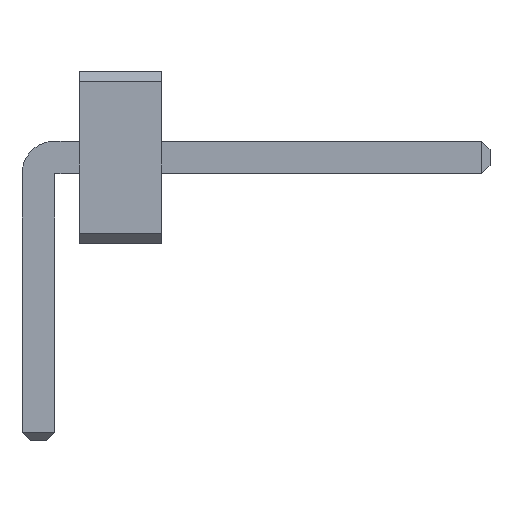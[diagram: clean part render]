
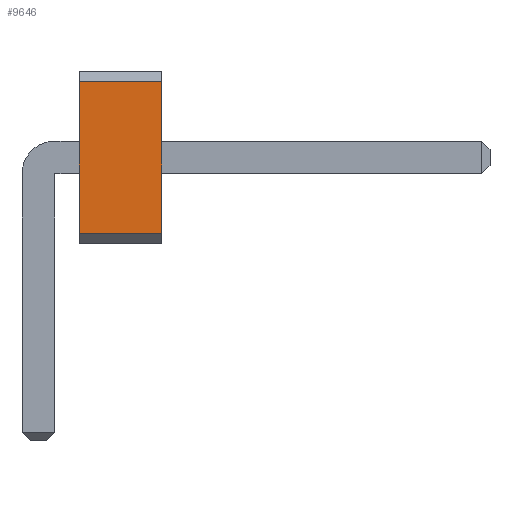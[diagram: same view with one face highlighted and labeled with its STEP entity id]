
A CAD part, front view. The second image highlights one B-rep face of the part: STEP entity #9646.
In plain terms, the highlighted planar face has unit normal (0, -1, 0).
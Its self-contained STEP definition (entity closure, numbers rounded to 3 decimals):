
#982 = VERTEX_POINT('',#983);
#983 = CARTESIAN_POINT('',(0.5,-45.085,1.973));
#989 = EDGE_CURVE('',#990,#982,#992,.T.);
#990 = VERTEX_POINT('',#991);
#991 = CARTESIAN_POINT('',(0.5,-45.085,0.127));
#992 = LINE('',#993,#994);
#993 = CARTESIAN_POINT('',(0.5,-45.085,0.127));
#994 = VECTOR('',#995,1.);
#995 = DIRECTION('',(0.,0.,1.));
#3935 = VERTEX_POINT('',#3936);
#3936 = CARTESIAN_POINT('',(1.5,-45.085,1.973));
#3942 = EDGE_CURVE('',#3943,#3935,#3945,.T.);
#3943 = VERTEX_POINT('',#3944);
#3944 = CARTESIAN_POINT('',(1.5,-45.085,0.127));
#3945 = LINE('',#3946,#3947);
#3946 = CARTESIAN_POINT('',(1.5,-45.085,0.127));
#3947 = VECTOR('',#3948,1.);
#3948 = DIRECTION('',(0.,0.,1.));
#9618 = EDGE_CURVE('',#990,#3943,#9619,.T.);
#9619 = LINE('',#9620,#9621);
#9620 = CARTESIAN_POINT('',(0.5,-45.085,0.127));
#9621 = VECTOR('',#9622,1.);
#9622 = DIRECTION('',(1.,0.,0.));
#9646 = ADVANCED_FACE('',(#9647),#9658,.T.);
#9647 = FACE_BOUND('',#9648,.T.);
#9648 = EDGE_LOOP('',(#9649,#9650,#9651,#9657));
#9649 = ORIENTED_EDGE('',*,*,#9618,.T.);
#9650 = ORIENTED_EDGE('',*,*,#3942,.T.);
#9651 = ORIENTED_EDGE('',*,*,#9652,.F.);
#9652 = EDGE_CURVE('',#982,#3935,#9653,.T.);
#9653 = LINE('',#9654,#9655);
#9654 = CARTESIAN_POINT('',(0.5,-45.085,1.973));
#9655 = VECTOR('',#9656,1.);
#9656 = DIRECTION('',(1.,0.,0.));
#9657 = ORIENTED_EDGE('',*,*,#989,.F.);
#9658 = PLANE('',#9659);
#9659 = AXIS2_PLACEMENT_3D('',#9660,#9661,#9662);
#9660 = CARTESIAN_POINT('',(0.5,-45.085,0.127));
#9661 = DIRECTION('',(0.,-1.,0.));
#9662 = DIRECTION('',(0.,0.,1.));
